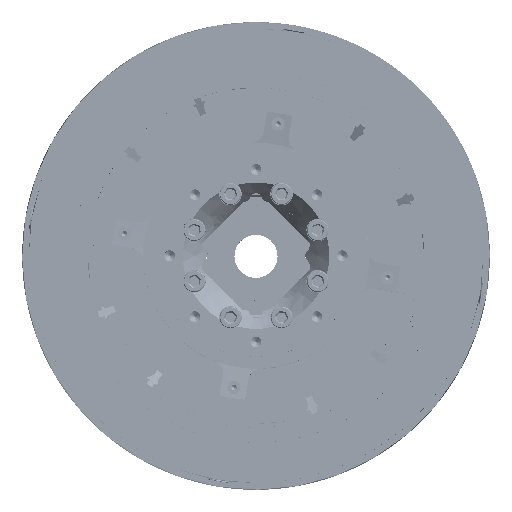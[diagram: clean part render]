
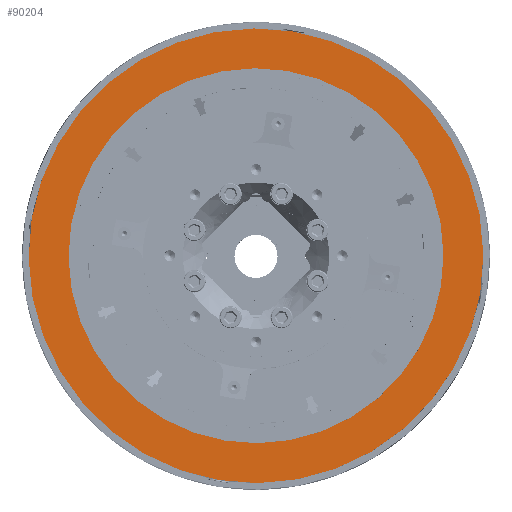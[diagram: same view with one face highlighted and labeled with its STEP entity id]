
A CAD part, top view. The second image highlights one B-rep face of the part: STEP entity #90204.
In plain terms, the highlighted planar face has unit normal (0, 0, 1).
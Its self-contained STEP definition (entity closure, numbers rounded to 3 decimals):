
#90052 = CYLINDRICAL_SURFACE('',#90053,87.);
#90053 = AXIS2_PLACEMENT_3D('',#90054,#90055,#90056);
#90054 = CARTESIAN_POINT('',(0.,0.,
    6.5));
#90055 = DIRECTION('',(0.,0.,1.));
#90056 = DIRECTION('',(0.986,-0.165,0.
    ));
#90098 = EDGE_CURVE('',#90099,#90099,#90101,.T.);
#90099 = VERTEX_POINT('',#90100);
#90100 = CARTESIAN_POINT('',(85.813,-14.325,
    6.5));
#90101 = SURFACE_CURVE('',#90102,(#90107,#90114),.PCURVE_S1.);
#90102 = CIRCLE('',#90103,87.);
#90103 = AXIS2_PLACEMENT_3D('',#90104,#90105,#90106);
#90104 = CARTESIAN_POINT('',(0.,0.,
    6.5));
#90105 = DIRECTION('',(0.,0.,-1.));
#90106 = DIRECTION('',(0.986,-0.165,0.
    ));
#90107 = PCURVE('',#90052,#90108);
#90108 = DEFINITIONAL_REPRESENTATION('',(#90109),#90113);
#90109 = LINE('',#90110,#90111);
#90110 = CARTESIAN_POINT('',(-0.,0.));
#90111 = VECTOR('',#90112,1.);
#90112 = DIRECTION('',(-1.,0.));
#90113 = ( GEOMETRIC_REPRESENTATION_CONTEXT(2) 
PARAMETRIC_REPRESENTATION_CONTEXT() REPRESENTATION_CONTEXT('2D SPACE',''
  ) );
#90114 = PCURVE('',#90115,#90120);
#90115 = PLANE('',#90116);
#90116 = AXIS2_PLACEMENT_3D('',#90117,#90118,#90119);
#90117 = CARTESIAN_POINT('',(0.,0.,
    6.5));
#90118 = DIRECTION('',(0.,0.,-1.));
#90119 = DIRECTION('',(0.986,-0.165,0.
    ));
#90120 = DEFINITIONAL_REPRESENTATION('',(#90121),#90125);
#90121 = CIRCLE('',#90122,87.);
#90122 = AXIS2_PLACEMENT_2D('',#90123,#90124);
#90123 = CARTESIAN_POINT('',(0.,0.));
#90124 = DIRECTION('',(1.,0.));
#90125 = ( GEOMETRIC_REPRESENTATION_CONTEXT(2) 
PARAMETRIC_REPRESENTATION_CONTEXT() REPRESENTATION_CONTEXT('2D SPACE',''
  ) );
#90204 = ADVANCED_FACE('',(#90205,#90236),#90115,.F.);
#90205 = FACE_BOUND('',#90206,.F.);
#90206 = EDGE_LOOP('',(#90207));
#90207 = ORIENTED_EDGE('',*,*,#90208,.T.);
#90208 = EDGE_CURVE('',#90209,#90209,#90211,.T.);
#90209 = VERTEX_POINT('',#90210);
#90210 = CARTESIAN_POINT('',(104.06,-17.371,
    6.5));
#90211 = SURFACE_CURVE('',#90212,(#90217,#90224),.PCURVE_S1.);
#90212 = CIRCLE('',#90213,105.5);
#90213 = AXIS2_PLACEMENT_3D('',#90214,#90215,#90216);
#90214 = CARTESIAN_POINT('',(0.,0.,
    6.5));
#90215 = DIRECTION('',(0.,0.,-1.));
#90216 = DIRECTION('',(0.986,-0.165,0.
    ));
#90217 = PCURVE('',#90115,#90218);
#90218 = DEFINITIONAL_REPRESENTATION('',(#90219),#90223);
#90219 = CIRCLE('',#90220,105.5);
#90220 = AXIS2_PLACEMENT_2D('',#90221,#90222);
#90221 = CARTESIAN_POINT('',(0.,0.));
#90222 = DIRECTION('',(1.,0.));
#90223 = ( GEOMETRIC_REPRESENTATION_CONTEXT(2) 
PARAMETRIC_REPRESENTATION_CONTEXT() REPRESENTATION_CONTEXT('2D SPACE',''
  ) );
#90224 = PCURVE('',#90225,#90230);
#90225 = CYLINDRICAL_SURFACE('',#90226,105.5);
#90226 = AXIS2_PLACEMENT_3D('',#90227,#90228,#90229);
#90227 = CARTESIAN_POINT('',(0.,0.,
    3.5));
#90228 = DIRECTION('',(0.,0.,1.));
#90229 = DIRECTION('',(0.986,-0.165,0.
    ));
#90230 = DEFINITIONAL_REPRESENTATION('',(#90231),#90235);
#90231 = LINE('',#90232,#90233);
#90232 = CARTESIAN_POINT('',(-0.,3.));
#90233 = VECTOR('',#90234,1.);
#90234 = DIRECTION('',(-1.,0.));
#90235 = ( GEOMETRIC_REPRESENTATION_CONTEXT(2) 
PARAMETRIC_REPRESENTATION_CONTEXT() REPRESENTATION_CONTEXT('2D SPACE',''
  ) );
#90236 = FACE_BOUND('',#90237,.F.);
#90237 = EDGE_LOOP('',(#90238));
#90238 = ORIENTED_EDGE('',*,*,#90098,.F.);
